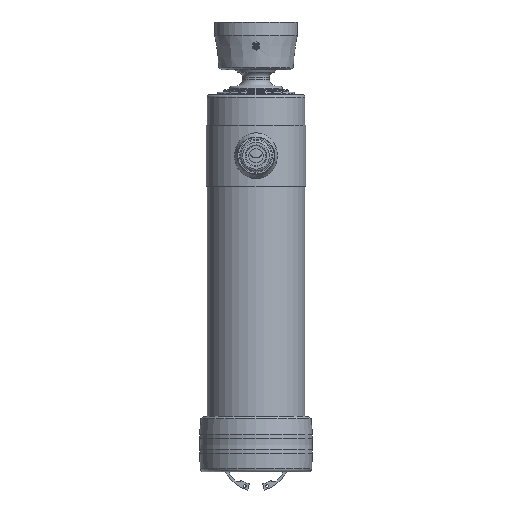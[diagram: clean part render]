
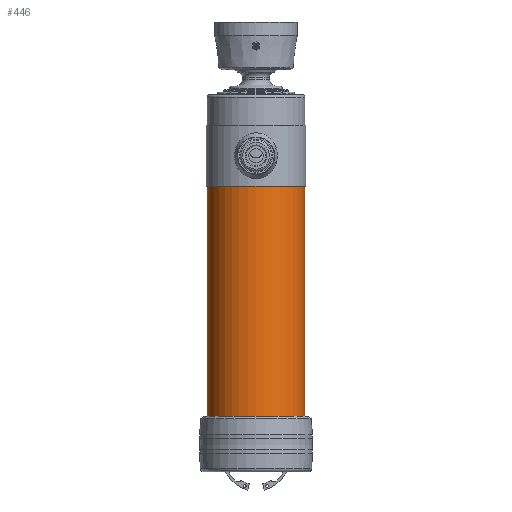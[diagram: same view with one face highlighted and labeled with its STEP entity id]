
A CAD part, front view. The second image highlights one B-rep face of the part: STEP entity #446.
In plain terms, the highlighted cylindrical face has radius 56.25 mm (diameter 112.5 mm), a full revolution.
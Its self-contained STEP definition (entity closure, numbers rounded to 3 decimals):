
#446 = ADVANCED_FACE( '', ( #1098, #1099 ), #1100, .T. );
#1098 = FACE_OUTER_BOUND( '', #2226, .T. );
#1099 = FACE_OUTER_BOUND( '', #2227, .T. );
#1100 = CYLINDRICAL_SURFACE( '', #2228, 56.25 );
#2226 = EDGE_LOOP( '', ( #4651 ) );
#2227 = EDGE_LOOP( '', ( #4652 ) );
#2228 = AXIS2_PLACEMENT_3D( '', #4653, #4654, #4655 );
#4651 = ORIENTED_EDGE( '', *, *, #6070, .T. );
#4652 = ORIENTED_EDGE( '', *, *, #6071, .F. );
#4653 = CARTESIAN_POINT( '', ( 0., 0., 54. ) );
#4654 = DIRECTION( '', ( 0., 0., 1. ) );
#4655 = DIRECTION( '', ( -1., 0., 0. ) );
#6070 = EDGE_CURVE( '', #6809, #6809, #6810, .T. );
#6071 = EDGE_CURVE( '', #6811, #6811, #6812, .T. );
#6809 = VERTEX_POINT( '', #8019 );
#6810 = CIRCLE( '', #8020, 56.25 );
#6811 = VERTEX_POINT( '', #8021 );
#6812 = CIRCLE( '', #8022, 56.25 );
#8019 = CARTESIAN_POINT( '', ( -56.25, 0., 312. ) );
#8020 = AXIS2_PLACEMENT_3D( '', #9705, #9706, #9707 );
#8021 = CARTESIAN_POINT( '', ( -56.25, 0., 32. ) );
#8022 = AXIS2_PLACEMENT_3D( '', #9708, #9709, #9710 );
#9705 = CARTESIAN_POINT( '', ( 0., 0., 312. ) );
#9706 = DIRECTION( '', ( 0., 0., -1. ) );
#9707 = DIRECTION( '', ( -1., 0., 0. ) );
#9708 = CARTESIAN_POINT( '', ( 0., 0., 32. ) );
#9709 = DIRECTION( '', ( 0., 0., -1. ) );
#9710 = DIRECTION( '', ( -1., 0., 0. ) );
